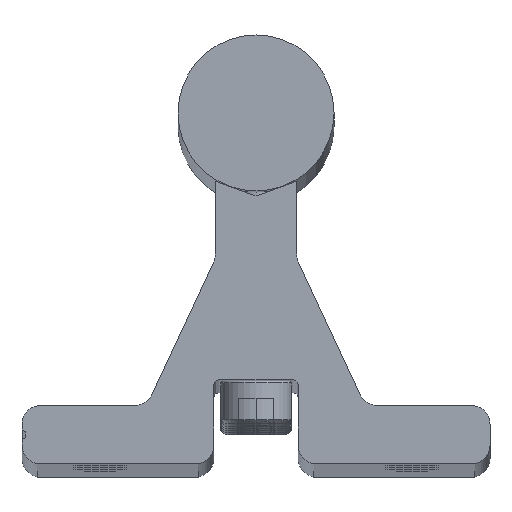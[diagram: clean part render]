
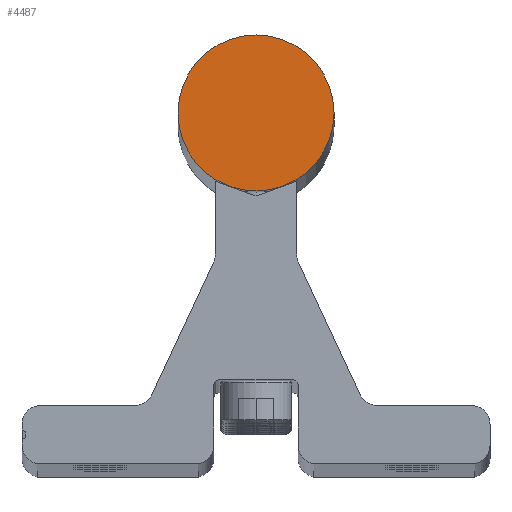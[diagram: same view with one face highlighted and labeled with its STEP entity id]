
A CAD part, top view. The second image highlights one B-rep face of the part: STEP entity #4487.
In plain terms, the highlighted planar face has unit normal (0, 0, 1).
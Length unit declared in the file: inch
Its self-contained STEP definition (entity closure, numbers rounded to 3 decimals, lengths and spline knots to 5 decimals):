
#911 = ORIENTED_EDGE ( 'NONE', *, *, #7040, .T. ) ;
#1017 = EDGE_CURVE ( 'NONE', #4481, #12636, #7182, .T. ) ;
#2246 = DIRECTION ( 'NONE',  ( 1., 0., 0. ) ) ;
#2308 = DIRECTION ( 'NONE',  ( 0., 0., 1. ) ) ;
#2612 = CARTESIAN_POINT ( 'NONE',  ( 0., 1.125, 0. ) ) ;
#3659 = CARTESIAN_POINT ( 'NONE',  ( -0.25, 1.125, 0. ) ) ;
#4088 = AXIS2_PLACEMENT_3D ( 'NONE', #8598, #2308, #2246 ) ;
#4481 = VERTEX_POINT ( 'NONE', #3659 ) ;
#4487 = ADVANCED_FACE ( 'NONE', ( #5704 ), #12157, .T. ) ;
#4662 = DIRECTION ( 'NONE',  ( 1., 0., 0. ) ) ;
#5538 = DIRECTION ( 'NONE',  ( 0., 0., 1. ) ) ;
#5704 = FACE_OUTER_BOUND ( 'NONE', #9309, .T. ) ;
#7040 = EDGE_CURVE ( 'NONE', #12636, #4481, #8088, .T. ) ;
#7154 = CARTESIAN_POINT ( 'NONE',  ( 0.25, 1.125, 0. ) ) ;
#7175 = DIRECTION ( 'NONE',  ( 1., 0., 0. ) ) ;
#7182 = CIRCLE ( 'NONE', #4088, 0.25 ) ;
#8088 = CIRCLE ( 'NONE', #8738, 0.25 ) ;
#8598 = CARTESIAN_POINT ( 'NONE',  ( 0., 1.125, 0. ) ) ;
#8738 = AXIS2_PLACEMENT_3D ( 'NONE', #2612, #5538, #4662 ) ;
#9309 = EDGE_LOOP ( 'NONE', ( #911, #10497 ) ) ;
#10497 = ORIENTED_EDGE ( 'NONE', *, *, #1017, .T. ) ;
#11561 = AXIS2_PLACEMENT_3D ( 'NONE', #13211, #13273, #7175 ) ;
#12157 = PLANE ( 'NONE',  #11561 ) ;
#12636 = VERTEX_POINT ( 'NONE', #7154 ) ;
#13211 = CARTESIAN_POINT ( 'NONE',  ( 0., 1.125, 0. ) ) ;
#13273 = DIRECTION ( 'NONE',  ( 0., 0., 1. ) ) ;
